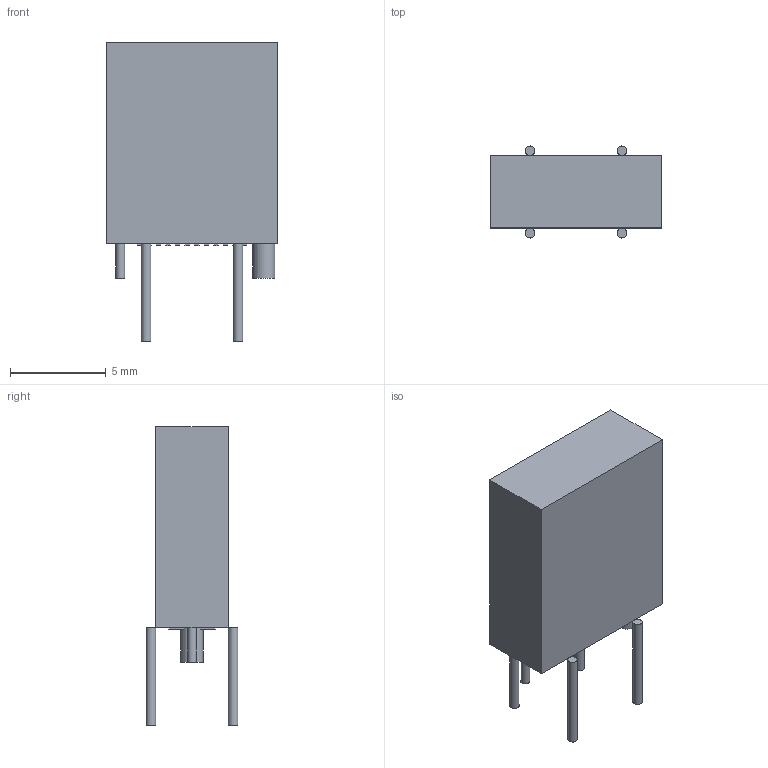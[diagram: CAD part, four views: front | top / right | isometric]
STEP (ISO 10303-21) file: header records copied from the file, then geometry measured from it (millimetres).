
FILE_DESCRIPTION(('FreeCAD Model'),'2;1');
FILE_NAME('3216487.2.4.stp','2021-12-07T09:44:48',( 'Author'),(''),'Open CASCADE STEP processor 6.9','FreeCAD','Unknown' );
FILE_SCHEMA(('AUTOMOTIVE_DESIGN { 1 0 10303 214 1 1 1 1 }'));
Length unit declared in the file: millimetre
Products named in the file (5): ASSEMBLY; Body; Pins; Lugs; Leads
Assembly tree (4 placements, depth 2):
  ASSEMBLY
    Body
    Pins
    Lugs
    Leads
Bounding box: 8.94 x 4.8 x 15.6 mm (x, y, z)
Volume: 363.4 mm3; surface area: 394.8 mm2
Topology: 31 solids, 31 shells, 168 faces, 318 edges, 212 vertices
Faces by surface type: plane 162, cylinder 6
Full cylindrical faces by diameter (mm): 0.46 x1, 0.5 x4, 1.16 x1
Entity records: 8575 total; most frequent: CARTESIAN_POINT 1339, DIRECTION 1312, LINE 930, VECTOR 930, ORIENTED_EDGE 636, PCURVE 636, DEFINITIONAL_REPRESENTATION 636, EDGE_CURVE 318
